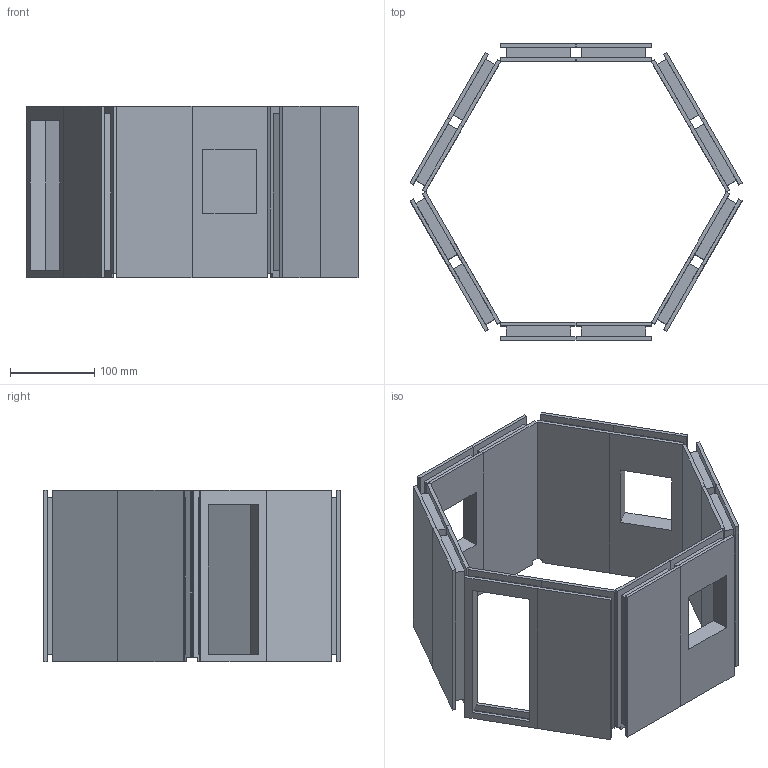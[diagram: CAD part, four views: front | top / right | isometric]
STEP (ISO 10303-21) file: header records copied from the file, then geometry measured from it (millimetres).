
FILE_DESCRIPTION(/* description */ ('STEP AP242','CAx-IF Rec.Pracs.---Representation and Presentation of Product Manufacturing Information (PMI)---4.0---2014-10-13','CAx-IF Rec.Pracs.---3D Tessellated Geometry---0.4---2014-09-14','2;1'),/* implementation_level */ '2;1');
FILE_NAME(/* name */ '617e294836aced728cd46abc',/* time_stamp */ '2021-10-31T05:27:37+00:00',/* author */ (''),/* organization */ (''),/* preprocessor_version */ 'ST-DEVELOPER v18.1',/* originating_system */ ' ',/* authorisation */ ' ');
FILE_SCHEMA (('AP242_MANAGED_MODEL_BASED_3D_ENGINEERING_MIM_LF { 1 0 10303 442 1 1 4 }'));
Length unit declared in the file: metre
Products named in the file (12): Part 11; Part 12; Part 9; Part 10; Part 7; Part 8; Part 5; Part 6; Part 3; Part 4; Part 2; Part 1
Bounding box: 394.18 x 351.95 x 203.2 mm (x, y, z)
Volume: 3450266.7 mm3; surface area: 640468.9 mm2
Topology: 12 solids, 12 shells, 234 faces, 560 edges, 372 vertices
Faces by surface type: plane 234
Entity records: 6949 total; most frequent: CARTESIAN_POINT 1178, ORIENTED_EDGE 1120, DIRECTION 1052, EDGE_CURVE 560, LINE 560, VECTOR 560, VERTEX_POINT 372, EDGE_LOOP 266
